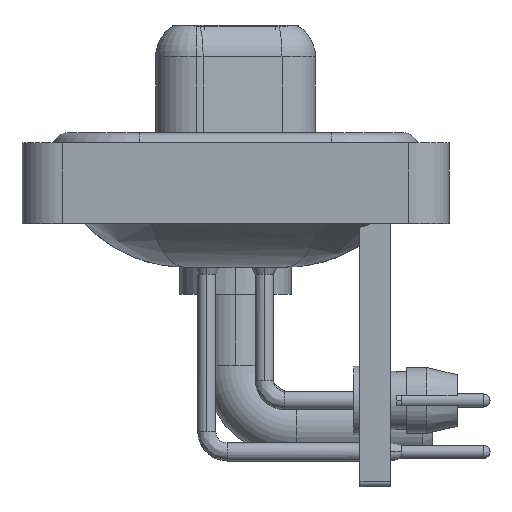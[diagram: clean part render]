
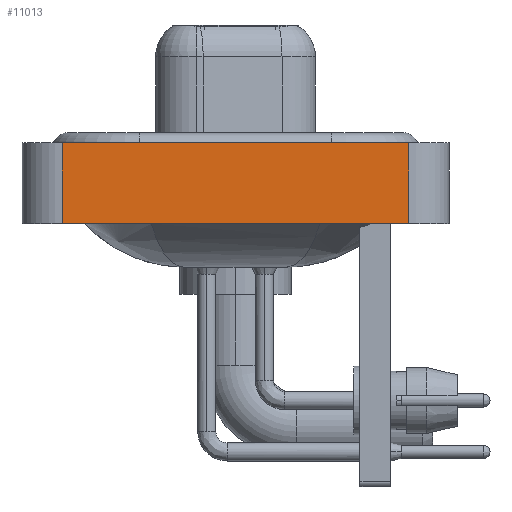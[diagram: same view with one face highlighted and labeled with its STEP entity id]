
A CAD part, left-side view. The second image highlights one B-rep face of the part: STEP entity #11013.
In plain terms, the highlighted planar face has unit normal (-1, 0, 0).
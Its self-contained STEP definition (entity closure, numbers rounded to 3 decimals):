
#1225 = LINE ( 'NONE', #14778, #22704 ) ;
#1435 = EDGE_CURVE ( 'NONE', #3833, #19429, #14029, .T. ) ;
#1562 = LINE ( 'NONE', #8986, #7839 ) ;
#2622 = CARTESIAN_POINT ( 'NONE',  ( -7.3, -8.55, 0.4 ) ) ;
#2880 = DIRECTION ( 'NONE',  ( -1., 0., 0. ) ) ;
#3237 = DIRECTION ( 'NONE',  ( 0., 0., 1. ) ) ;
#3514 = CARTESIAN_POINT ( 'NONE',  ( -7.3, -8.55, -3.6 ) ) ;
#3833 = VERTEX_POINT ( 'NONE', #8825 ) ;
#6407 = AXIS2_PLACEMENT_3D ( 'NONE', #20048, #2880, #12289 ) ;
#6600 = ORIENTED_EDGE ( 'NONE', *, *, #22068, .F. ) ;
#7839 = VECTOR ( 'NONE', #11211, 1000. ) ;
#8194 = VECTOR ( 'NONE', #12133, 1000. ) ;
#8257 = CARTESIAN_POINT ( 'NONE',  ( -7.3, -8.55, -3.6 ) ) ;
#8392 = EDGE_LOOP ( 'NONE', ( #19243, #10901, #6600, #20210 ) ) ;
#8558 = EDGE_CURVE ( 'NONE', #19429, #9712, #1562, .T. ) ;
#8825 = CARTESIAN_POINT ( 'NONE',  ( -7.3, 8.55, -3.6 ) ) ;
#8986 = CARTESIAN_POINT ( 'NONE',  ( -7.3, -8.55, -3.6 ) ) ;
#9712 = VERTEX_POINT ( 'NONE', #2622 ) ;
#10901 = ORIENTED_EDGE ( 'NONE', *, *, #23170, .F. ) ;
#11013 = ADVANCED_FACE ( 'NONE', ( #21796 ), #23947, .T. ) ;
#11211 = DIRECTION ( 'NONE',  ( 0., 0., 1. ) ) ;
#11563 = VERTEX_POINT ( 'NONE', #13905 ) ;
#12133 = DIRECTION ( 'NONE',  ( 0., -1., 0. ) ) ;
#12289 = DIRECTION ( 'NONE',  ( 0., 0., 1. ) ) ;
#13831 = LINE ( 'NONE', #16177, #17142 ) ;
#13905 = CARTESIAN_POINT ( 'NONE',  ( -7.3, 8.55, 0.4 ) ) ;
#14029 = LINE ( 'NONE', #8257, #8194 ) ;
#14778 = CARTESIAN_POINT ( 'NONE',  ( -7.3, 8.55, -3.6 ) ) ;
#16177 = CARTESIAN_POINT ( 'NONE',  ( -7.3, -8.55, 0.4 ) ) ;
#17142 = VECTOR ( 'NONE', #23713, 1000. ) ;
#19243 = ORIENTED_EDGE ( 'NONE', *, *, #8558, .T. ) ;
#19429 = VERTEX_POINT ( 'NONE', #3514 ) ;
#20048 = CARTESIAN_POINT ( 'NONE',  ( -7.3, -8.55, -3.6 ) ) ;
#20210 = ORIENTED_EDGE ( 'NONE', *, *, #1435, .T. ) ;
#21796 = FACE_OUTER_BOUND ( 'NONE', #8392, .T. ) ;
#22068 = EDGE_CURVE ( 'NONE', #3833, #11563, #1225, .T. ) ;
#22704 = VECTOR ( 'NONE', #3237, 1000. ) ;
#23170 = EDGE_CURVE ( 'NONE', #11563, #9712, #13831, .T. ) ;
#23713 = DIRECTION ( 'NONE',  ( 0., -1., 0. ) ) ;
#23947 = PLANE ( 'NONE',  #6407 ) ;
